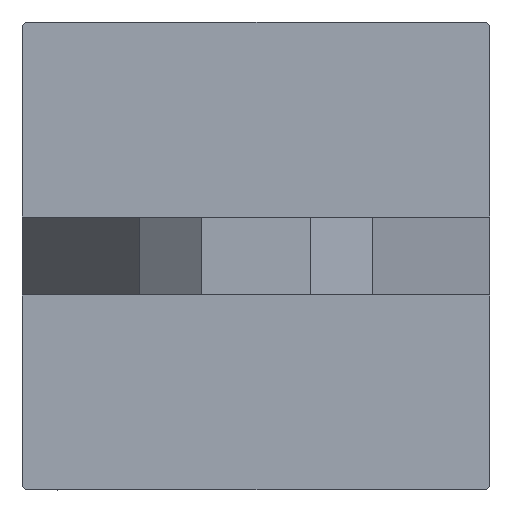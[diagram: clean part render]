
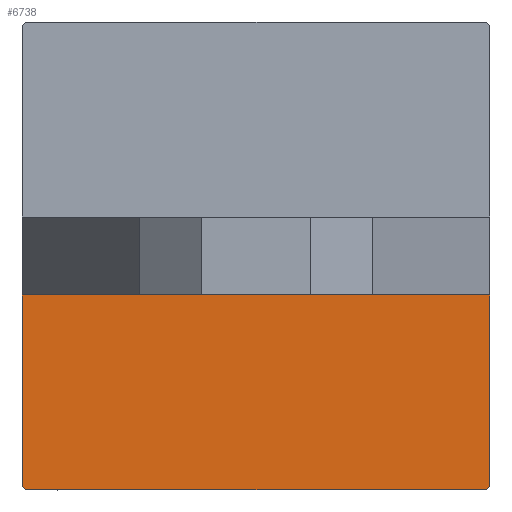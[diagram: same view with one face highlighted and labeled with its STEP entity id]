
A CAD part, left-side view. The second image highlights one B-rep face of the part: STEP entity #6738.
In plain terms, the highlighted planar face has unit normal (-1, 0, 0).
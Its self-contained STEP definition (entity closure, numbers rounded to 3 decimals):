
#1873 = VECTOR ( 'NONE', #2398, 1000. ) ;
#2398 = DIRECTION ( 'NONE',  ( 0., 0., -1. ) ) ;
#2769 = ORIENTED_EDGE ( 'NONE', *, *, #9436, .T. ) ;
#4437 = CARTESIAN_POINT ( 'NONE',  ( 0., -29.75, -29.75 ) ) ;
#5758 = VECTOR ( 'NONE', #38160, 1000. ) ;
#6098 = VERTEX_POINT ( 'NONE', #34087 ) ;
#6738 = ADVANCED_FACE ( 'NONE', ( #25705 ), #22882, .T. ) ;
#7296 = ORIENTED_EDGE ( 'NONE', *, *, #32000, .F. ) ;
#7961 = LINE ( 'NONE', #4437, #30874 ) ;
#9436 = EDGE_CURVE ( 'NONE', #17034, #39375, #19829, .T. ) ;
#12592 = VERTEX_POINT ( 'NONE', #23676 ) ;
#13948 = DIRECTION ( 'NONE',  ( 0., 0.707, 0.707 ) ) ;
#14891 = ORIENTED_EDGE ( 'NONE', *, *, #18074, .T. ) ;
#15135 = CARTESIAN_POINT ( 'NONE',  ( 0., 0., 0. ) ) ;
#15292 = EDGE_LOOP ( 'NONE', ( #31107, #2769, #14891, #29647, #7296, #31077 ) ) ;
#15668 = CARTESIAN_POINT ( 'NONE',  ( 0., -30., 30. ) ) ;
#16753 = LINE ( 'NONE', #15668, #1873 ) ;
#17034 = VERTEX_POINT ( 'NONE', #32467 ) ;
#17688 = CARTESIAN_POINT ( 'NONE',  ( 0., -29.75, 29.75 ) ) ;
#17721 = EDGE_CURVE ( 'NONE', #17034, #12592, #18722, .T. ) ;
#18074 = EDGE_CURVE ( 'NONE', #39375, #25432, #26133, .T. ) ;
#18722 = LINE ( 'NONE', #40360, #25545 ) ;
#19317 = CARTESIAN_POINT ( 'NONE',  ( 0., 30., -30. ) ) ;
#19320 = EDGE_CURVE ( 'NONE', #27597, #12592, #35559, .T. ) ;
#19829 = LINE ( 'NONE', #30650, #5758 ) ;
#19956 = CARTESIAN_POINT ( 'NONE',  ( 0., -29.5, -30. ) ) ;
#22083 = DIRECTION ( 'NONE',  ( 0., -0.707, 0.707 ) ) ;
#22882 = PLANE ( 'NONE',  #29685 ) ;
#23298 = VECTOR ( 'NONE', #41170, 1000. ) ;
#23676 = CARTESIAN_POINT ( 'NONE',  ( 0., -29.5, 30. ) ) ;
#25432 = VERTEX_POINT ( 'NONE', #19956 ) ;
#25474 = DIRECTION ( 'NONE',  ( -1., 0., 0. ) ) ;
#25545 = VECTOR ( 'NONE', #36601, 1000. ) ;
#25705 = FACE_OUTER_BOUND ( 'NONE', #15292, .T. ) ;
#26133 = LINE ( 'NONE', #19317, #23298 ) ;
#27597 = VERTEX_POINT ( 'NONE', #37607 ) ;
#29647 = ORIENTED_EDGE ( 'NONE', *, *, #46520, .T. ) ;
#29685 = AXIS2_PLACEMENT_3D ( 'NONE', #15135, #25474, #36754 ) ;
#30650 = CARTESIAN_POINT ( 'NONE',  ( 0., -5., 30. ) ) ;
#30874 = VECTOR ( 'NONE', #22083, 1000. ) ;
#31077 = ORIENTED_EDGE ( 'NONE', *, *, #19320, .T. ) ;
#31107 = ORIENTED_EDGE ( 'NONE', *, *, #17721, .F. ) ;
#32000 = EDGE_CURVE ( 'NONE', #27597, #6098, #16753, .T. ) ;
#32467 = CARTESIAN_POINT ( 'NONE',  ( 0., -5., 30. ) ) ;
#34087 = CARTESIAN_POINT ( 'NONE',  ( 0., -30., -29.5 ) ) ;
#35559 = LINE ( 'NONE', #17688, #36860 ) ;
#36601 = DIRECTION ( 'NONE',  ( 0., -1., 0. ) ) ;
#36754 = DIRECTION ( 'NONE',  ( 0., 0., 1. ) ) ;
#36860 = VECTOR ( 'NONE', #13948, 1000. ) ;
#37607 = CARTESIAN_POINT ( 'NONE',  ( 0., -30., 29.5 ) ) ;
#38160 = DIRECTION ( 'NONE',  ( 0., 0., -1. ) ) ;
#39375 = VERTEX_POINT ( 'NONE', #45043 ) ;
#40360 = CARTESIAN_POINT ( 'NONE',  ( 0., 30., 30. ) ) ;
#41170 = DIRECTION ( 'NONE',  ( 0., -1., 0. ) ) ;
#45043 = CARTESIAN_POINT ( 'NONE',  ( 0., -5., -30. ) ) ;
#46520 = EDGE_CURVE ( 'NONE', #25432, #6098, #7961, .T. ) ;
